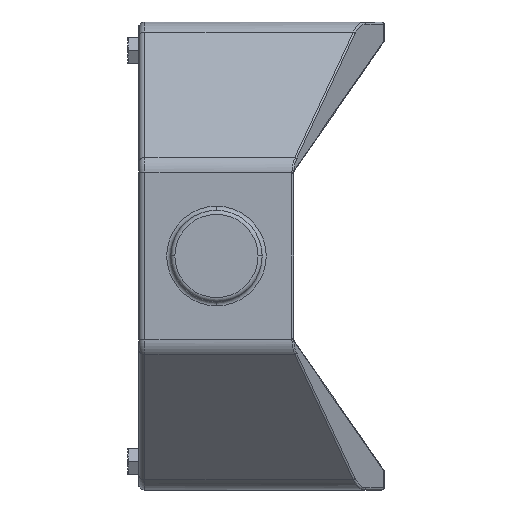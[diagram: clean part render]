
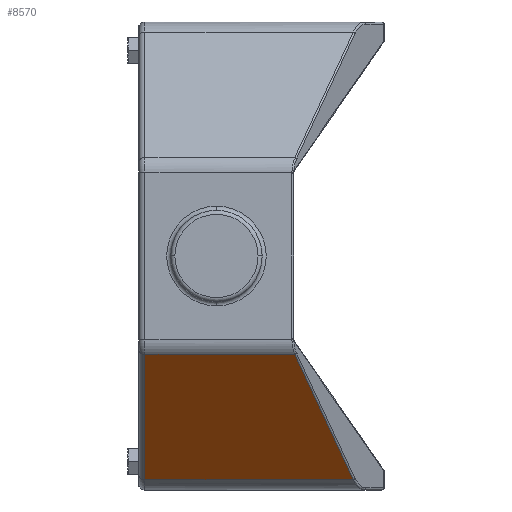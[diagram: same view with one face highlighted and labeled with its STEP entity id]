
A CAD part, left-side view. The second image highlights one B-rep face of the part: STEP entity #8570.
In plain terms, the highlighted planar face has unit normal (-0.707, 0, -0.707).
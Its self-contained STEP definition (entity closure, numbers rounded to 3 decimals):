
#135 = CARTESIAN_POINT ( 'NONE',  ( -70.719, 117., -109.521 ) ) ;
#1072 = PLANE ( 'NONE',  #8778 ) ;
#1346 = VECTOR ( 'NONE', #6555, 1000. ) ;
#1703 = EDGE_CURVE ( 'NONE', #2769, #6585, #7661, .T. ) ;
#1755 = VECTOR ( 'NONE', #5771, 1000. ) ;
#2384 = EDGE_CURVE ( 'NONE', #3159, #9646, #2703, .T. ) ;
#2691 = CARTESIAN_POINT ( 'NONE',  ( -132.071, 117., -48.169 ) ) ;
#2703 = LINE ( 'NONE', #6310, #4609 ) ;
#2709 = DIRECTION ( 'NONE',  ( 0.707, 0., -0.707 ) ) ;
#2769 = VERTEX_POINT ( 'NONE', #10591 ) ;
#3154 = FACE_OUTER_BOUND ( 'NONE', #10038, .T. ) ;
#3159 = VERTEX_POINT ( 'NONE', #3645 ) ;
#3542 = LINE ( 'NONE', #9018, #1346 ) ;
#3645 = CARTESIAN_POINT ( 'NONE',  ( -70.719, 15.098, -109.521 ) ) ;
#3928 = LINE ( 'NONE', #9820, #1755 ) ;
#4229 = DIRECTION ( 'NONE',  ( 0.707, 0., -0.707 ) ) ;
#4609 = VECTOR ( 'NONE', #7166, 1000. ) ;
#5218 = CARTESIAN_POINT ( 'NONE',  ( -132.071, 43.707, -48.169 ) ) ;
#5377 = EDGE_CURVE ( 'NONE', #2769, #9646, #3928, .T. ) ;
#5423 = VECTOR ( 'NONE', #4229, 1000. ) ;
#5771 = DIRECTION ( 'NONE',  ( 0., -1., 0. ) ) ;
#6310 = CARTESIAN_POINT ( 'NONE',  ( -148.115, 51.188, -32.125 ) ) ;
#6515 = ORIENTED_EDGE ( 'NONE', *, *, #7011, .T. ) ;
#6555 = DIRECTION ( 'NONE',  ( 0., -1., 0. ) ) ;
#6585 = VERTEX_POINT ( 'NONE', #135 ) ;
#6866 = CARTESIAN_POINT ( 'NONE',  ( -132.071, 120., -48.169 ) ) ;
#7011 = EDGE_CURVE ( 'NONE', #6585, #3159, #3542, .T. ) ;
#7097 = ORIENTED_EDGE ( 'NONE', *, *, #5377, .F. ) ;
#7166 = DIRECTION ( 'NONE',  ( -0.672, 0.313, 0.672 ) ) ;
#7661 = LINE ( 'NONE', #2691, #5423 ) ;
#7693 = DIRECTION ( 'NONE',  ( 0.707, 0., 0.707 ) ) ;
#7831 = ORIENTED_EDGE ( 'NONE', *, *, #2384, .T. ) ;
#8570 = ADVANCED_FACE ( 'NONE', ( #3154 ), #1072, .F. ) ;
#8778 = AXIS2_PLACEMENT_3D ( 'NONE', #6866, #7693, #2709 ) ;
#9018 = CARTESIAN_POINT ( 'NONE',  ( -70.719, 120., -109.521 ) ) ;
#9082 = ORIENTED_EDGE ( 'NONE', *, *, #1703, .T. ) ;
#9646 = VERTEX_POINT ( 'NONE', #5218 ) ;
#9820 = CARTESIAN_POINT ( 'NONE',  ( -132.071, 120., -48.169 ) ) ;
#10038 = EDGE_LOOP ( 'NONE', ( #6515, #7831, #7097, #9082 ) ) ;
#10591 = CARTESIAN_POINT ( 'NONE',  ( -132.071, 117., -48.169 ) ) ;
